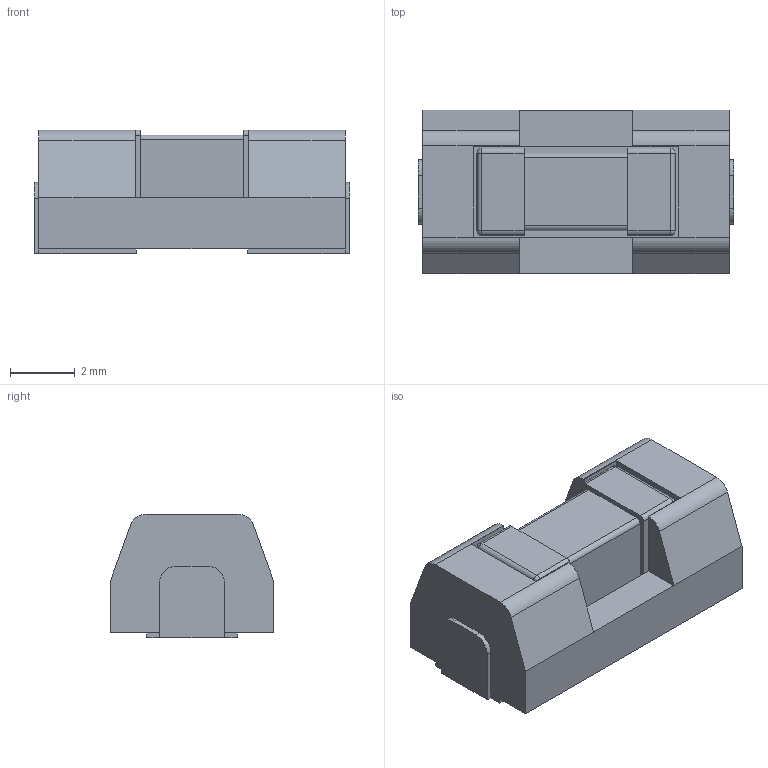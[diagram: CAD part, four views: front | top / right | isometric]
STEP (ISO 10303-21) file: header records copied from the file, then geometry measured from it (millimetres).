
FILE_DESCRIPTION(/* description */ (''),/* implementation_level */ '2;1');
FILE_NAME(/* name */ 'FUSE_LITTELFUSE_0154.stp',/* time_stamp */ '2020-04-13T15:27:08-04:00',/* author */ ('huesof'),/* organization */ (''),/* preprocessor_version */ 'ST-DEVELOPER v18',/* originating_system */ 'Autodesk Inventor 2020',/* authorisation */ '');
FILE_SCHEMA (('AUTOMOTIVE_DESIGN { 1 0 10303 214 3 1 1 }'));
Length unit declared in the file: millimetre
Products named in the file (1): FUSE_LITTELFUSE_0154
Bounding box: 9.73 x 5.03 x 3.81 mm (x, y, z)
Volume: 141.6 mm3; surface area: 371.8 mm2
Topology: 6 solids, 6 shells, 100 faces, 240 edges, 144 vertices
Faces by surface type: plane 64, cylinder 28, sphere 8
Entity records: 2850 total; most frequent: DIRECTION 490, CARTESIAN_POINT 477, ORIENTED_EDGE 464, EDGE_CURVE 232, LINE 176, VECTOR 176, AXIS2_PLACEMENT_3D 157, VERTEX_POINT 144
